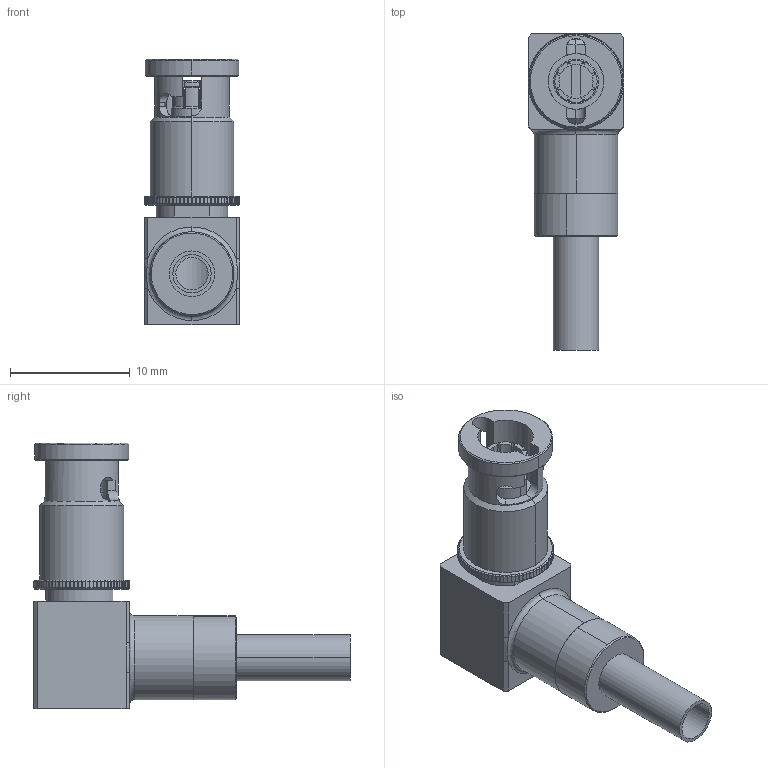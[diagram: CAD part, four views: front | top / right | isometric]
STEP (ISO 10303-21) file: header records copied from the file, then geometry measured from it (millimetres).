
FILE_DESCRIPTION (( 'STEP AP214' ), '1' );
FILE_NAME ('67-104-B126-AB.STEP', '2024-07-30T15:17:59', ( '' ), ( '' ), 'SwSTEP 2.0', 'SolidWorks 2023', '' );
FILE_SCHEMA (( 'AUTOMOTIVE_DESIGN' ));
Length unit declared in the file: millimetre
Products named in the file (1): 67-104-B126-AB
Bounding box: 8 x 26.4 x 22.17 mm (x, y, z)
Surface area: 1496.7 mm2 (no closed solid volume)
Topology: 0 solids, 9 shells, 444 faces, 1495 edges, 1054 vertices
Faces by surface type: plane 228, cylinder 181, cone 31, torus 2, bspline 2
Entity records: 16953 total; most frequent: CARTESIAN_POINT 4517, ORIENTED_EDGE 2597, DIRECTION 2426, EDGE_CURVE 1495, VERTEX_POINT 1054, AXIS2_PLACEMENT_3D 879, LINE 668, VECTOR 668
